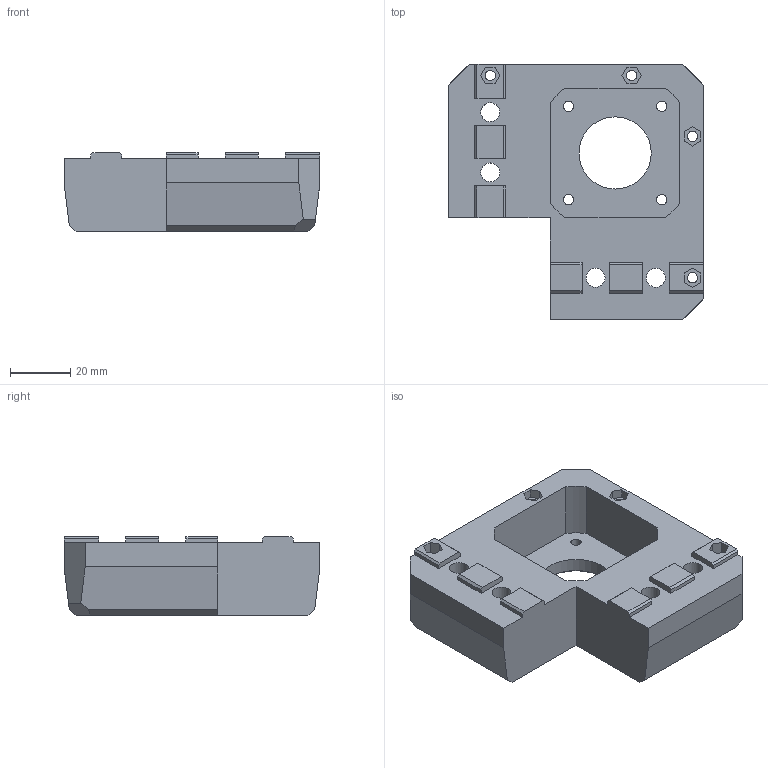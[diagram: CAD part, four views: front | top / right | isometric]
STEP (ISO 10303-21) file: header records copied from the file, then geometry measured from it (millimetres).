
FILE_DESCRIPTION(/* description */ (''),/* implementation_level */ '2;1');
FILE_NAME(/* name */ 'LeadscrewMotorcageFrontFor4040.stp',/* time_stamp */ '2024-01-06T18:48:26+01:00',/* author */ ('nilsb'),/* organization */ (''),/* preprocessor_version */ 'ST-DEVELOPER v19.2',/* originating_system */ 'Autodesk Inventor 2023',/* authorisation */ '');
FILE_SCHEMA (('AUTOMOTIVE_DESIGN { 1 0 10303 214 3 1 1 }'));
Length unit declared in the file: millimetre
Products named in the file (1): Leadscrew Motorcage Front for 4040
Bounding box: 85 x 85 x 26 mm (x, y, z)
Volume: 94716.4 mm3; surface area: 25488.3 mm2
Topology: 1 solids, 1 shells, 155 faces, 417 edges, 275 vertices
Faces by surface type: plane 117, cylinder 25, cone 13
Full cylindrical faces by diameter (mm): 3.4 x8, 6.3 x4, 11 x4, 24 x1
Entity records: 5028 total; most frequent: CARTESIAN_POINT 864, ORIENTED_EDGE 834, DIRECTION 792, EDGE_CURVE 417, LINE 338, VECTOR 338, VERTEX_POINT 275, AXIS2_PLACEMENT_3D 227
